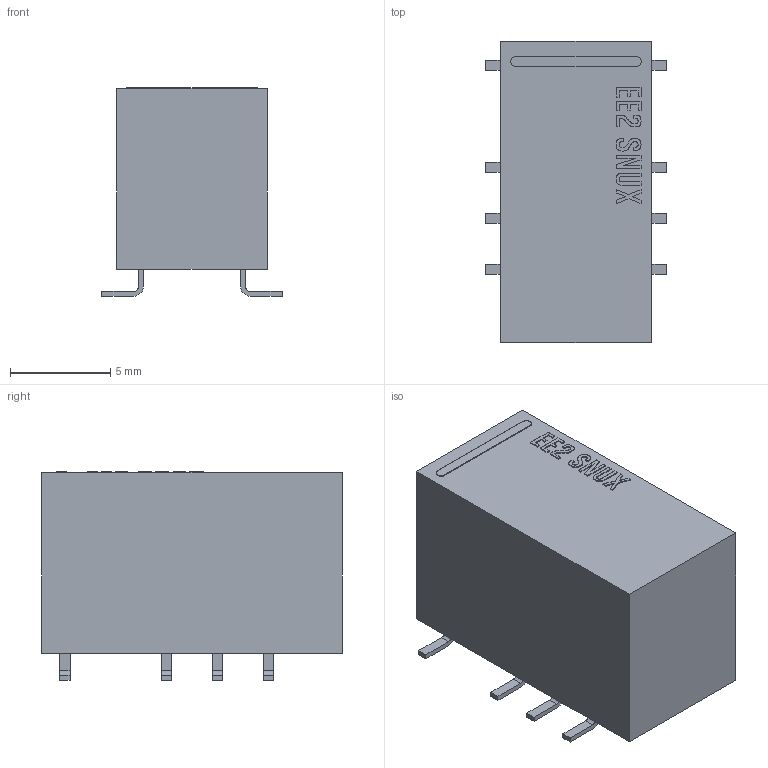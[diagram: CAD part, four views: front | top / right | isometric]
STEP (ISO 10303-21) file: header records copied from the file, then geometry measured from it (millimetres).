
FILE_DESCRIPTION(('FreeCAD Model'),'2;1');
FILE_NAME('Kemet_EE2-SNUX.step','2019-07-22T20:13:13',('Author'),(''), 'Open CASCADE STEP processor 7.3','FreeCAD','Unknown');
FILE_SCHEMA(('AUTOMOTIVE_DESIGN { 1 0 10303 214 1 1 1 1 }'));
Length unit declared in the file: millimetre
Products named in the file (1): EE2-SNUX
Bounding box: 9 x 15 x 10.4 mm (x, y, z)
Volume: 1007.9 mm3; surface area: 676.6 mm2
Topology: 9 solids, 9 shells, 258 faces, 690 edges, 460 vertices
Faces by surface type: plane 166, extrusion 70, cylinder 22
Entity records: 9861 total; most frequent: CARTESIAN_POINT 1829, ORIENTED_EDGE 1380, DIRECTION 1042, EDGE_CURVE 690, VECTOR 576, LINE 506, VERTEX_POINT 460, FACE_BOUND 268
